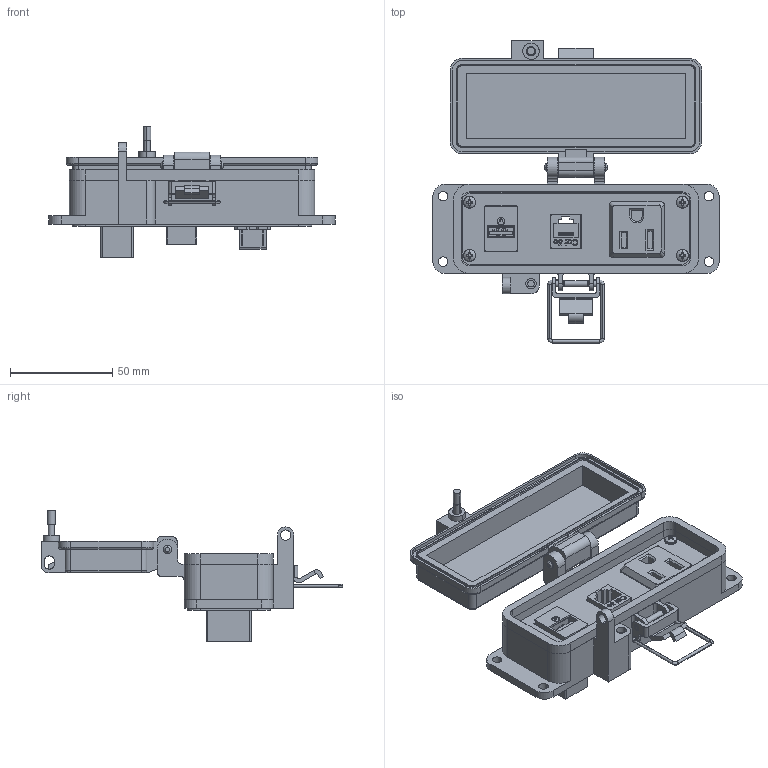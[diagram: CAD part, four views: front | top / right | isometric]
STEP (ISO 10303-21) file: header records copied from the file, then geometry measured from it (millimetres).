
FILE_DESCRIPTION (( 'STEP AP203' ), '1' );
FILE_NAME ('P-Q50R2-H3R0_3D.STEP', '2018-08-28T15:46:51', ( '' ), ( '' ), 'SwSTEP 2.0', 'SolidWorks 2017', '' );
FILE_SCHEMA (( 'CONFIG_CONTROL_DESIGN' ));
Length unit declared in the file: millimetre
Products named in the file (16): -H3; P-Q50R2-H3R0_FP060_1; 92005A124_METRIC PAN HEAD PHILLIPS MACHINE SCREW_92005A124; Z-000-44038FH_90273A108; P-Q50R2-H3R0_3D; 90480A005_LOW-STRENGTH STEEL HEX NUT_90480A005; Z-300-RJ45CAT5; P-Q50R2-H3R0_BP180_1; R2; P-Q50R2-H3R0_TP060_1; Z-200-OTLT-R0SQ; Z-000-4243316TFP; R; Z-300-USB-AB-FF; Z-H-H3_B; Q51
Assembly tree (22 placements, depth 3):
  P-Q50R2-H3R0_3D
    P-Q50R2-H3R0_BP180_1
    P-Q50R2-H3R0_TP060_1
    Z-000-4243316TFP  x3
    Q51
      Z-300-USB-AB-FF
    P-Q50R2-H3R0_FP060_1
    Z-000-44038FH_90273A108  x2
    90480A005_LOW-STRENGTH STEEL HEX NUT_90480A005  x2
    R2
      Z-300-RJ45CAT5
    R
      Z-200-OTLT-R0SQ
    -H3
      Z-H-H3_B
    92005A124_METRIC PAN HEAD PHILLIPS MACHINE SCREW_92005A124  x4
Bounding box: 140 x 147.61 x 64.44 mm (x, y, z)
Volume: 118325.2 mm3; surface area: 88279.9 mm2
Topology: 25 solids, 25 shells, 2442 faces, 6812 edges, 4499 vertices
Faces by surface type: cylinder 1053, plane 974, bspline 247, cone 144, torus 16, sphere 8
Entity records: 66492 total; most frequent: CARTESIAN_POINT 24702, ORIENTED_EDGE 9110, DIRECTION 7174, EDGE_CURVE 4555, VERTEX_POINT 3011, LINE 2814, VECTOR 2814, AXIS2_PLACEMENT_3D 2180
